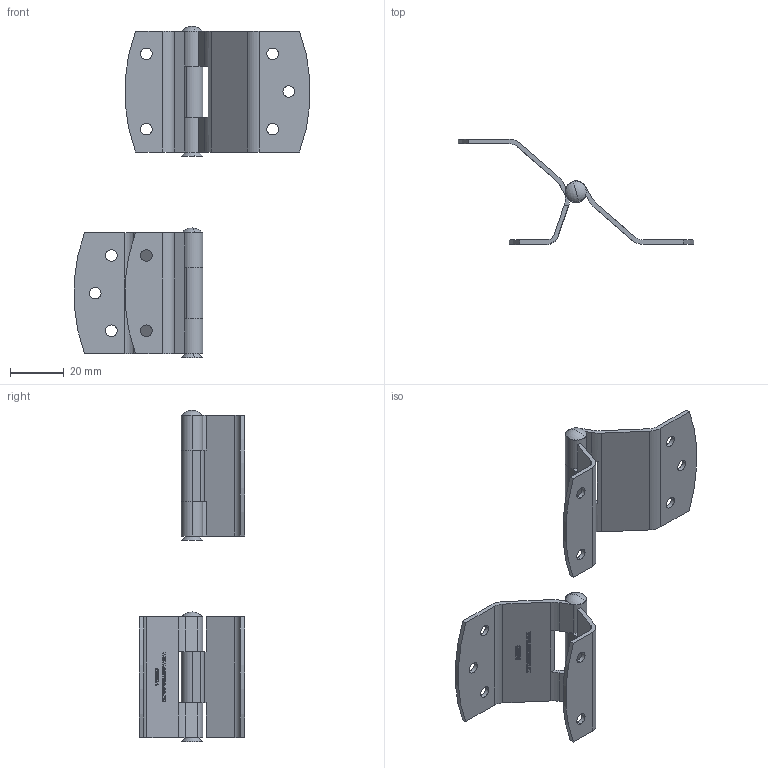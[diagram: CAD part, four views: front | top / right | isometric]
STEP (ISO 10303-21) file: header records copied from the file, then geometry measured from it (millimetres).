
FILE_DESCRIPTION (( 'STEP AP214' ), '1' );
FILE_NAME ('02824-Caravan Hinge Zinc Plated 68mm.STEP', '2018-08-16T01:21:33', ( '' ), ( '' ), 'SwSTEP 2.0', 'SolidWorks 2018', '' );
FILE_SCHEMA (( 'AUTOMOTIVE_DESIGN' ));
Length unit declared in the file: millimetre
Products named in the file (4): 2824 - Pin; 2824 - Short Hinge; 02824-Caravan Hinge Zinc Plated 68mm; 2824 - Long Hinge
Assembly tree (6 placements, depth 2):
  02824-Caravan Hinge Zinc Plated 68mm
    2824 - Short Hinge  x2
    2824 - Long Hinge  x2
    2824 - Pin  x2
Bounding box: 87.68 x 39.2 x 123.25 mm (x, y, z)
Volume: 14861.2 mm3; surface area: 19771.4 mm2
Topology: 6 solids, 6 shells, 662 faces, 1772 edges, 1178 vertices
Faces by surface type: plane 372, bspline 216, cylinder 66, cone 4, sphere 4
Entity records: 16628 total; most frequent: CARTESIAN_POINT 8827, ORIENTED_EDGE 1772, DIRECTION 1208, EDGE_CURVE 886, LINE 596, VECTOR 596, VERTEX_POINT 589, EDGE_LOOP 369
